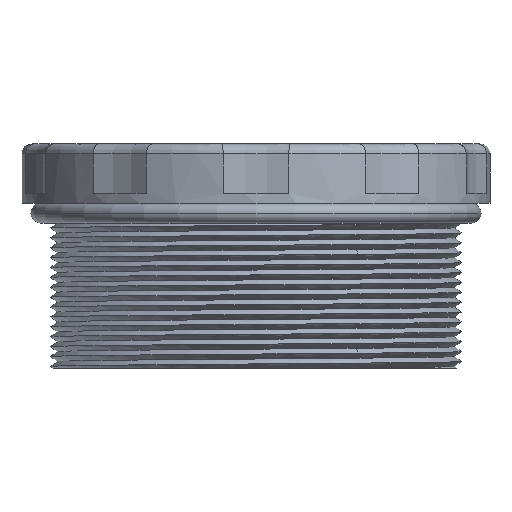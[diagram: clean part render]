
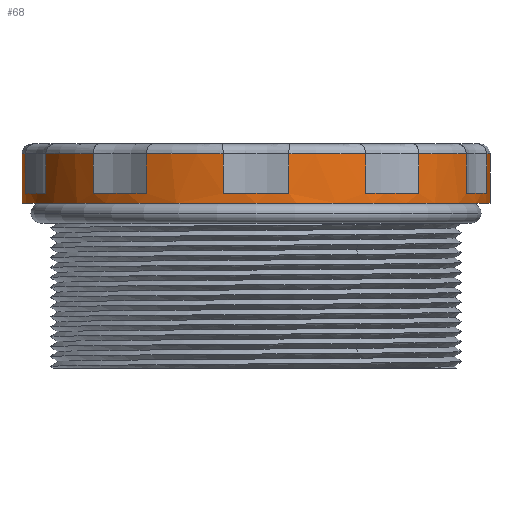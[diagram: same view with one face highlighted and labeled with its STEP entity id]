
A CAD part, left-side view. The second image highlights one B-rep face of the part: STEP entity #68.
In plain terms, the highlighted cylindrical face has radius 35.5 mm (diameter 71 mm), a partial arc.
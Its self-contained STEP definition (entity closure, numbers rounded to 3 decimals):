
#68=ADVANCED_FACE('',(#185),#186,.T.);
#185=FACE_OUTER_BOUND('',#2066,.T.);
#186=CYLINDRICAL_SURFACE('',#2067,35.5);
#2066=EDGE_LOOP('',(#3037,#3038,#3039,#3040,#3041,#3042,#3043,#3044,#3045,#3046,#3047,#3048,#3049,#3050,#3051,#3052,#3053,#3054,#3055,#3056,#3057,#3058,#3059,#3060));
#2067=AXIS2_PLACEMENT_3D('',#3061,#3062,#3063);
#3037=ORIENTED_EDGE('',*,*,#3675,.T.);
#3038=ORIENTED_EDGE('',*,*,#3676,.T.);
#3039=ORIENTED_EDGE('',*,*,#3677,.F.);
#3040=ORIENTED_EDGE('',*,*,#3678,.F.);
#3041=ORIENTED_EDGE('',*,*,#3679,.T.);
#3042=ORIENTED_EDGE('',*,*,#3680,.T.);
#3043=ORIENTED_EDGE('',*,*,#3681,.F.);
#3044=ORIENTED_EDGE('',*,*,#3682,.F.);
#3045=ORIENTED_EDGE('',*,*,#3683,.T.);
#3046=ORIENTED_EDGE('',*,*,#3684,.T.);
#3047=ORIENTED_EDGE('',*,*,#3685,.F.);
#3048=ORIENTED_EDGE('',*,*,#3686,.F.);
#3049=ORIENTED_EDGE('',*,*,#3687,.F.);
#3050=ORIENTED_EDGE('',*,*,#3688,.T.);
#3051=ORIENTED_EDGE('',*,*,#3689,.T.);
#3052=ORIENTED_EDGE('',*,*,#3690,.F.);
#3053=ORIENTED_EDGE('',*,*,#3691,.T.);
#3054=ORIENTED_EDGE('',*,*,#3692,.T.);
#3055=ORIENTED_EDGE('',*,*,#3693,.F.);
#3056=ORIENTED_EDGE('',*,*,#3694,.F.);
#3057=ORIENTED_EDGE('',*,*,#3695,.T.);
#3058=ORIENTED_EDGE('',*,*,#3696,.T.);
#3059=ORIENTED_EDGE('',*,*,#3697,.F.);
#3060=ORIENTED_EDGE('',*,*,#3674,.F.);
#3061=CARTESIAN_POINT('',(0.0,0.0,13.7));
#3062=DIRECTION('',(-0.0,0.0,1.0));
#3063=DIRECTION('',(0.0,-1.0,0.0));
#3674=EDGE_CURVE('',#4005,#4003,#4007,.T.);
#3675=EDGE_CURVE('',#4005,#4008,#4009,.T.);
#3676=EDGE_CURVE('',#4008,#4010,#4011,.T.);
#3677=EDGE_CURVE('',#4012,#4010,#4013,.T.);
#3678=EDGE_CURVE('',#4014,#4012,#4015,.T.);
#3679=EDGE_CURVE('',#4014,#4016,#4017,.T.);
#3680=EDGE_CURVE('',#4016,#4018,#4019,.T.);
#3681=EDGE_CURVE('',#4020,#4018,#4021,.T.);
#3682=EDGE_CURVE('',#4022,#4020,#4023,.T.);
#3683=EDGE_CURVE('',#4022,#4024,#4025,.T.);
#3684=EDGE_CURVE('',#4024,#4026,#4027,.T.);
#3685=EDGE_CURVE('',#4028,#4026,#4029,.T.);
#3686=EDGE_CURVE('',#4030,#4028,#4031,.T.);
#3687=EDGE_CURVE('',#4032,#4030,#4033,.T.);
#3688=EDGE_CURVE('',#4032,#4034,#4035,.T.);
#3689=EDGE_CURVE('',#4034,#4036,#4037,.T.);
#3690=EDGE_CURVE('',#4038,#4036,#4039,.T.);
#3691=EDGE_CURVE('',#4038,#4040,#4041,.T.);
#3692=EDGE_CURVE('',#4040,#4042,#4043,.T.);
#3693=EDGE_CURVE('',#4044,#4042,#4045,.T.);
#3694=EDGE_CURVE('',#4046,#4044,#4047,.T.);
#3695=EDGE_CURVE('',#4046,#4048,#4049,.T.);
#3696=EDGE_CURVE('',#4048,#4050,#4051,.T.);
#3697=EDGE_CURVE('',#4003,#4050,#4052,.T.);
#4003=VERTEX_POINT('',#5597);
#4005=VERTEX_POINT('',#5606);
#4007=CIRCLE('',#5615,35.5);
#4008=VERTEX_POINT('',#5616);
#4009=LINE('',#5617,#5618);
#4010=VERTEX_POINT('',#5619);
#4011=CIRCLE('',#5620,35.5);
#4012=VERTEX_POINT('',#5621);
#4013=LINE('',#5622,#5623);
#4014=VERTEX_POINT('',#5624);
#4015=CIRCLE('',#5625,35.5);
#4016=VERTEX_POINT('',#5626);
#4017=LINE('',#5627,#5628);
#4018=VERTEX_POINT('',#5629);
#4019=CIRCLE('',#5630,35.5);
#4020=VERTEX_POINT('',#5631);
#4021=LINE('',#5632,#5633);
#4022=VERTEX_POINT('',#5634);
#4023=CIRCLE('',#5635,35.5);
#4024=VERTEX_POINT('',#5636);
#4025=LINE('',#5637,#5638);
#4026=VERTEX_POINT('',#5639);
#4027=CIRCLE('',#5640,35.5);
#4028=VERTEX_POINT('',#5641);
#4029=LINE('',#5642,#5643);
#4030=VERTEX_POINT('',#5644);
#4031=CIRCLE('',#5645,35.5);
#4032=VERTEX_POINT('',#5646);
#4033=LINE('',#5647,#5648);
#4034=VERTEX_POINT('',#5649);
#4035=CIRCLE('',#5650,35.5);
#4036=VERTEX_POINT('',#5651);
#4037=LINE('',#5652,#5653);
#4038=VERTEX_POINT('',#5654);
#4039=CIRCLE('',#5655,35.5);
#4040=VERTEX_POINT('',#5656);
#4041=LINE('',#5657,#5658);
#4042=VERTEX_POINT('',#5659);
#4043=CIRCLE('',#5660,35.5);
#4044=VERTEX_POINT('',#5661);
#4045=LINE('',#5662,#5663);
#4046=VERTEX_POINT('',#5664);
#4047=CIRCLE('',#5665,35.5);
#4048=VERTEX_POINT('',#5666);
#4049=LINE('',#5667,#5668);
#4050=VERTEX_POINT('',#5669);
#4051=CIRCLE('',#5670,35.5);
#4052=LINE('',#5671,#5672);
#5597=CARTESIAN_POINT('',(-31.373,-16.613,10.5));
#5606=CARTESIAN_POINT('',(-35.146,-5.0,10.5));
#5615=AXIS2_PLACEMENT_3D('',#6465,#6466,#6467);
#5616=CARTESIAN_POINT('',(-35.146,-5.0,4.5));
#5617=CARTESIAN_POINT('',(-35.146,-5.0,10.5));
#5618=VECTOR('',#6468,6.0);
#5619=CARTESIAN_POINT('',(-35.146,5.0,4.5));
#5620=AXIS2_PLACEMENT_3D('',#6469,#6470,#6471);
#5621=CARTESIAN_POINT('',(-35.146,5.0,10.5));
#5622=CARTESIAN_POINT('',(-35.146,5.0,10.5));
#5623=VECTOR('',#6472,6.0);
#5624=CARTESIAN_POINT('',(-31.373,16.613,10.5));
#5625=AXIS2_PLACEMENT_3D('',#6473,#6474,#6475);
#5626=CARTESIAN_POINT('',(-31.373,16.613,4.5));
#5627=CARTESIAN_POINT('',(-31.373,16.613,10.5));
#5628=VECTOR('',#6476,6.0);
#5629=CARTESIAN_POINT('',(-25.495,24.703,4.5));
#5630=AXIS2_PLACEMENT_3D('',#6477,#6478,#6479);
#5631=CARTESIAN_POINT('',(-25.495,24.703,10.5));
#5632=CARTESIAN_POINT('',(-25.495,24.703,10.5));
#5633=VECTOR('',#6480,6.0);
#5634=CARTESIAN_POINT('',(-15.616,31.881,10.5));
#5635=AXIS2_PLACEMENT_3D('',#6481,#6482,#6483);
#5636=CARTESIAN_POINT('',(-15.616,31.881,4.5));
#5637=CARTESIAN_POINT('',(-15.616,31.881,10.5));
#5638=VECTOR('',#6484,6.0);
#5639=CARTESIAN_POINT('',(-6.105,34.971,4.5));
#5640=AXIS2_PLACEMENT_3D('',#6485,#6486,#6487);
#5641=CARTESIAN_POINT('',(-6.105,34.971,10.5));
#5642=CARTESIAN_POINT('',(-6.105,34.971,10.5));
#5643=VECTOR('',#6488,6.0);
#5644=CARTESIAN_POINT('',(0.,35.5,10.5));
#5645=AXIS2_PLACEMENT_3D('',#6489,#6490,#6491);
#5646=CARTESIAN_POINT('',(0.0,35.5,3.0));
#5647=CARTESIAN_POINT('',(0.0,35.5,3.0));
#5648=VECTOR('',#6492,7.5);
#5649=CARTESIAN_POINT('',(0.0,-35.5,3.0));
#5650=AXIS2_PLACEMENT_3D('',#6493,#6494,#6495);
#5651=CARTESIAN_POINT('',(0.,-35.5,10.5));
#5652=CARTESIAN_POINT('',(0.0,-35.5,3.0));
#5653=VECTOR('',#6496,7.5);
#5654=CARTESIAN_POINT('',(-6.105,-34.971,10.5));
#5655=AXIS2_PLACEMENT_3D('',#6497,#6498,#6499);
#5656=CARTESIAN_POINT('',(-6.105,-34.971,4.5));
#5657=CARTESIAN_POINT('',(-6.105,-34.971,10.5));
#5658=VECTOR('',#6500,6.0);
#5659=CARTESIAN_POINT('',(-15.616,-31.881,4.5));
#5660=AXIS2_PLACEMENT_3D('',#6501,#6502,#6503);
#5661=CARTESIAN_POINT('',(-15.616,-31.881,10.5));
#5662=CARTESIAN_POINT('',(-15.616,-31.881,10.5));
#5663=VECTOR('',#6504,6.0);
#5664=CARTESIAN_POINT('',(-25.495,-24.703,10.5));
#5665=AXIS2_PLACEMENT_3D('',#6505,#6506,#6507);
#5666=CARTESIAN_POINT('',(-25.495,-24.703,4.5));
#5667=CARTESIAN_POINT('',(-25.495,-24.703,10.5));
#5668=VECTOR('',#6508,6.0);
#5669=CARTESIAN_POINT('',(-31.373,-16.613,4.5));
#5670=AXIS2_PLACEMENT_3D('',#6509,#6510,#6511);
#5671=CARTESIAN_POINT('',(-31.373,-16.613,10.5));
#5672=VECTOR('',#6512,6.0);
#6465=CARTESIAN_POINT('',(0.0,0.0,10.5));
#6466=DIRECTION('',(0.0,0.0,1.0));
#6467=DIRECTION('',(-0.99,-0.141,0.0));
#6468=DIRECTION('',(0.0,0.0,-1.0));
#6469=CARTESIAN_POINT('',(0.0,0.0,4.5));
#6470=DIRECTION('',(-0.0,0.0,-1.0));
#6471=DIRECTION('',(-0.99,-0.141,0.0));
#6472=DIRECTION('',(0.0,0.0,-1.0));
#6473=CARTESIAN_POINT('',(0.0,0.0,10.5));
#6474=DIRECTION('',(0.0,0.0,1.0));
#6475=DIRECTION('',(-0.884,0.468,0.0));
#6476=DIRECTION('',(0.0,0.0,-1.0));
#6477=CARTESIAN_POINT('',(0.0,0.0,4.5));
#6478=DIRECTION('',(0.0,0.0,-1.0));
#6479=DIRECTION('',(-0.884,0.468,0.0));
#6480=DIRECTION('',(0.0,0.0,-1.0));
#6481=CARTESIAN_POINT('',(0.0,0.0,10.5));
#6482=DIRECTION('',(0.0,0.0,1.0));
#6483=DIRECTION('',(-0.44,0.898,0.0));
#6484=DIRECTION('',(0.0,0.0,-1.0));
#6485=CARTESIAN_POINT('',(0.0,0.0,4.5));
#6486=DIRECTION('',(0.0,0.0,-1.0));
#6487=DIRECTION('',(-0.44,0.898,0.0));
#6488=DIRECTION('',(0.0,0.0,-1.0));
#6489=CARTESIAN_POINT('',(0.0,0.0,10.5));
#6490=DIRECTION('',(0.0,-0.0,1.0));
#6491=DIRECTION('',(0.0,1.0,0.0));
#6492=DIRECTION('',(0.,0.0,1.0));
#6493=CARTESIAN_POINT('',(0.0,0.0,3.0));
#6494=DIRECTION('',(0.0,-0.0,1.0));
#6495=DIRECTION('',(0.0,1.0,0.0));
#6496=DIRECTION('',(0.,0.0,1.0));
#6497=CARTESIAN_POINT('',(0.0,0.0,10.5));
#6498=DIRECTION('',(0.0,0.0,1.0));
#6499=DIRECTION('',(-0.172,-0.985,0.0));
#6500=DIRECTION('',(0.0,0.0,-1.0));
#6501=CARTESIAN_POINT('',(0.0,0.0,4.5));
#6502=DIRECTION('',(-0.0,0.0,-1.0));
#6503=DIRECTION('',(-0.172,-0.985,0.0));
#6504=DIRECTION('',(0.0,0.0,-1.0));
#6505=CARTESIAN_POINT('',(0.0,0.0,10.5));
#6506=DIRECTION('',(0.0,0.0,1.0));
#6507=DIRECTION('',(-0.718,-0.696,0.0));
#6508=DIRECTION('',(0.0,0.0,-1.0));
#6509=CARTESIAN_POINT('',(0.0,0.0,4.5));
#6510=DIRECTION('',(-0.0,0.0,-1.0));
#6511=DIRECTION('',(-0.718,-0.696,0.0));
#6512=DIRECTION('',(0.0,0.0,-1.0));
